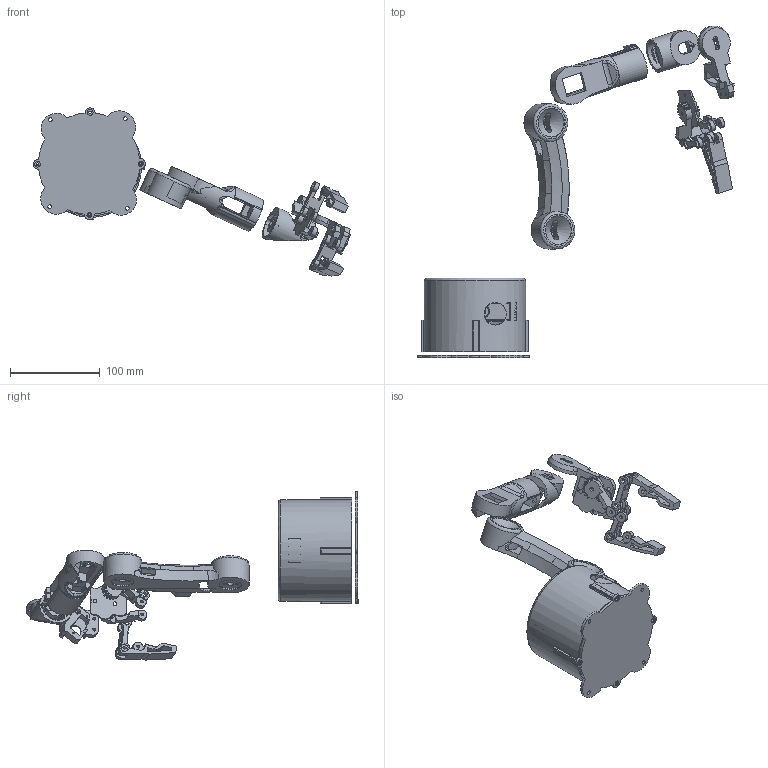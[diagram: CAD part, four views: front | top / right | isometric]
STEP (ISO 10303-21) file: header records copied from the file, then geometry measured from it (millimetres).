
FILE_DESCRIPTION(/* description */ (''),/* implementation_level */ '2;1');
FILE_NAME(/* name */ 'BRAT ROBOTIC v8.step',/* time_stamp */ '2025-09-12T20:37:39+03:00',/* author */ (''),/* organization */ (''),/* preprocessor_version */ 'ST-DEVELOPER v20.1',/* originating_system */ 'Autodesk Translation Framework v14.10.0.0',/* authorisation */ '');
FILE_SCHEMA (('AUTOMOTIVE_DESIGN { 1 0 10303 214 3 1 1 }'));
Products named in the file (15): BRAT ROBOTIC; Baza ; Servo_CPY; baza capac; Antebrazo (4); Brazo; Muñeca; Base de la garra; Engranaje1; Engranaje2; Barra1; Barra2; Tapa garra; Pinza1; Pinza2
Assembly tree (14 placements, depth 2):
  BRAT ROBOTIC
    Baza 
    Servo_CPY
    baza capac
    Antebrazo (4)
    Brazo
    Muñeca
    Base de la garra
    Engranaje1
    Engranaje2
    Barra1
    Barra2
    Tapa garra
    Pinza1
    Pinza2
Bounding box: 353.47 x 369.82 x 187.36 mm (x, y, z)
Volume: 336752.3 mm3; surface area: 193023.9 mm2
Topology: 14 solids, 16 shells, 1235 faces, 3524 edges, 2315 vertices
Faces by surface type: plane 549, bspline 367, cylinder 289, cone 18, sphere 8, torus 4
Full cylindrical faces by diameter (mm): 2 x7, 2.6 x10, 3 x19, 3.5 x12, 4 x5, 4.3 x3, 4.4 x1, 4.8 x1, 5 x2, 5.555 x1, 6 x1, 6.046 x1, 6.206 x1, 6.709 x1, 7.5 x2, 20 x1, 25 x3, 32 x2, 38 x1, 38.018 x1, 91 x1, 110 x1, 113 x1
Entity records: 56197 total; most frequent: CARTESIAN_POINT 25477, ORIENTED_EDGE 7026, DIRECTION 5168, EDGE_CURVE 3513, VERTEX_POINT 2315, LINE 1884, VECTOR 1884, AXIS2_PLACEMENT_3D 1642
